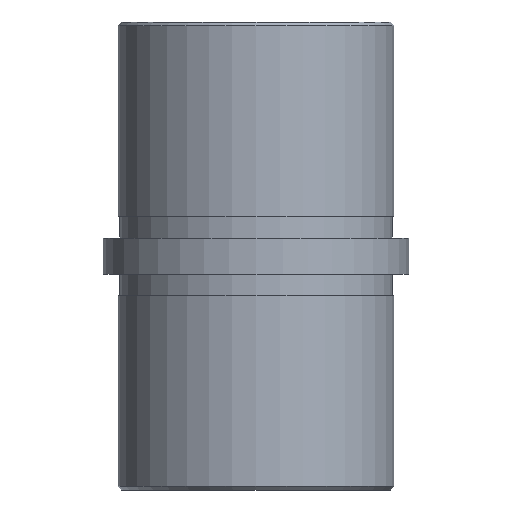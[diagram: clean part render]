
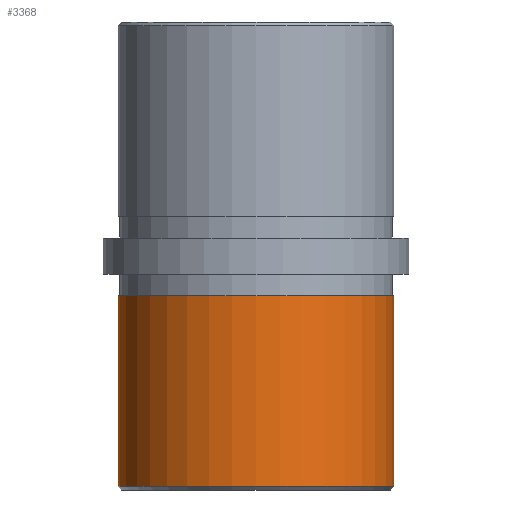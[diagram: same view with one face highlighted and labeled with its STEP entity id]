
A CAD part, front view. The second image highlights one B-rep face of the part: STEP entity #3368.
In plain terms, the highlighted cylindrical face has radius 19.15 mm (diameter 38.3 mm), a partial arc.
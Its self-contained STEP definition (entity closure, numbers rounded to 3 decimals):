
#609 = LINE ( 'NONE', #15121, #18872 ) ;
#1191 = VERTEX_POINT ( 'NONE', #3305 ) ;
#1680 = ORIENTED_EDGE ( 'NONE', *, *, #16242, .F. ) ;
#2383 = VERTEX_POINT ( 'NONE', #2659 ) ;
#2538 = CIRCLE ( 'NONE', #11166, 19.15 ) ;
#2659 = CARTESIAN_POINT ( 'NONE',  ( 19.15, 0., -32. ) ) ;
#3305 = CARTESIAN_POINT ( 'NONE',  ( -19.15, 0., -5.5 ) ) ;
#3368 = ADVANCED_FACE ( 'NONE', ( #17350 ), #19054, .T. ) ;
#5721 = CARTESIAN_POINT ( 'NONE',  ( 0., 0., -5.5 ) ) ;
#5740 = DIRECTION ( 'NONE',  ( 0., 0., 1. ) ) ;
#6710 = VECTOR ( 'NONE', #11140, 1000. ) ;
#7332 = EDGE_LOOP ( 'NONE', ( #14909, #18196, #1680, #19646 ) ) ;
#9056 = EDGE_CURVE ( 'NONE', #15666, #2383, #2538, .T. ) ;
#9247 = CARTESIAN_POINT ( 'NONE',  ( 19.15, 0., -5.5 ) ) ;
#11040 = DIRECTION ( 'NONE',  ( 0., 0., 1. ) ) ;
#11140 = DIRECTION ( 'NONE',  ( 0., 0., 1. ) ) ;
#11166 = AXIS2_PLACEMENT_3D ( 'NONE', #12328, #13963, #16941 ) ;
#11749 = EDGE_CURVE ( 'NONE', #2383, #19587, #609, .T. ) ;
#11953 = DIRECTION ( 'NONE',  ( 0., 0., 1. ) ) ;
#12215 = AXIS2_PLACEMENT_3D ( 'NONE', #17090, #11040, #18648 ) ;
#12328 = CARTESIAN_POINT ( 'NONE',  ( 0., 0., -32. ) ) ;
#13963 = DIRECTION ( 'NONE',  ( 0., 0., 1. ) ) ;
#14909 = ORIENTED_EDGE ( 'NONE', *, *, #9056, .T. ) ;
#15121 = CARTESIAN_POINT ( 'NONE',  ( 19.15, 0., -32.5 ) ) ;
#15666 = VERTEX_POINT ( 'NONE', #17214 ) ;
#16242 = EDGE_CURVE ( 'NONE', #1191, #19587, #18426, .T. ) ;
#16462 = DIRECTION ( 'NONE',  ( 1., 0., 0. ) ) ;
#16941 = DIRECTION ( 'NONE',  ( -1., 0., 0. ) ) ;
#17090 = CARTESIAN_POINT ( 'NONE',  ( 0., 0., -32.5 ) ) ;
#17114 = EDGE_CURVE ( 'NONE', #15666, #1191, #19155, .T. ) ;
#17214 = CARTESIAN_POINT ( 'NONE',  ( -19.15, 0., -32. ) ) ;
#17350 = FACE_OUTER_BOUND ( 'NONE', #7332, .T. ) ;
#18196 = ORIENTED_EDGE ( 'NONE', *, *, #11749, .T. ) ;
#18426 = CIRCLE ( 'NONE', #19965, 19.15 ) ;
#18648 = DIRECTION ( 'NONE',  ( -1., 0., 0. ) ) ;
#18872 = VECTOR ( 'NONE', #5740, 1000. ) ;
#19054 = CYLINDRICAL_SURFACE ( 'NONE', #12215, 19.15 ) ;
#19155 = LINE ( 'NONE', #19159, #6710 ) ;
#19159 = CARTESIAN_POINT ( 'NONE',  ( -19.15, 0., -32.5 ) ) ;
#19587 = VERTEX_POINT ( 'NONE', #9247 ) ;
#19646 = ORIENTED_EDGE ( 'NONE', *, *, #17114, .F. ) ;
#19965 = AXIS2_PLACEMENT_3D ( 'NONE', #5721, #11953, #16462 ) ;
